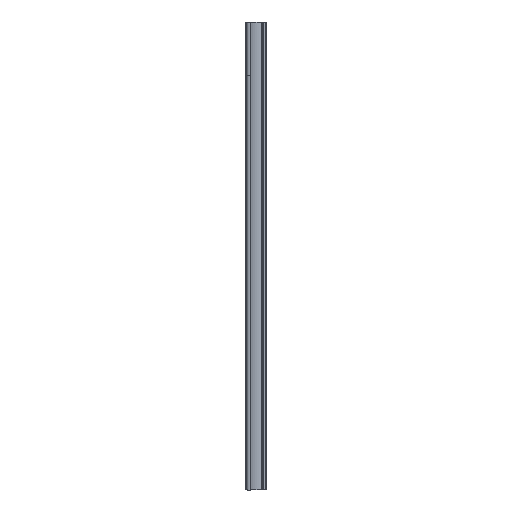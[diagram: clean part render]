
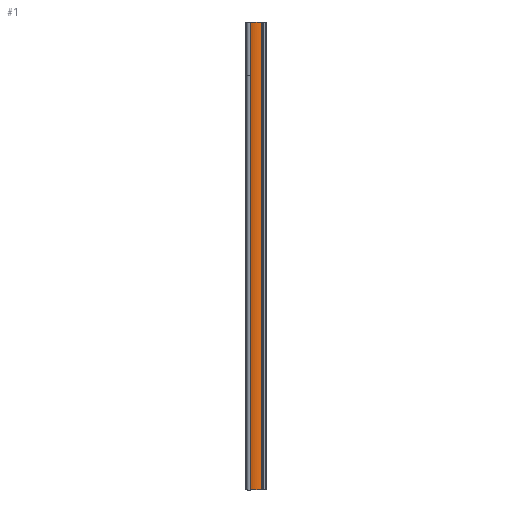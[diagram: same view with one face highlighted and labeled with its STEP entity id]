
A CAD part, front view. The second image highlights one B-rep face of the part: STEP entity #1.
In plain terms, the highlighted cylindrical face has radius 60 mm (diameter 120 mm), a partial arc.
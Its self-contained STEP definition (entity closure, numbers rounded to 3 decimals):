
#1 = ADVANCED_FACE ( 'NONE', ( #2387 ), #3643, .T. ) ;
#61 = CARTESIAN_POINT ( 'NONE',  ( -20.723, -56.308, -778. ) ) ;
#147 = VERTEX_POINT ( 'NONE', #2284 ) ;
#170 = EDGE_CURVE ( 'NONE', #2779, #147, #3385, .T. ) ;
#187 = EDGE_CURVE ( 'NONE', #147, #1059, #2555, .T. ) ;
#292 = VECTOR ( 'NONE', #1223, 1000. ) ;
#336 = EDGE_CURVE ( 'NONE', #1576, #1059, #1696, .T. ) ;
#810 = ORIENTED_EDGE ( 'NONE', *, *, #3343, .F. ) ;
#845 = DIRECTION ( 'NONE',  ( 0., 0., -1. ) ) ;
#1008 = CARTESIAN_POINT ( 'NONE',  ( 0., 0., 22. ) ) ;
#1059 = VERTEX_POINT ( 'NONE', #1660 ) ;
#1146 = DIRECTION ( 'NONE',  ( 0., 0., 1. ) ) ;
#1218 = AXIS2_PLACEMENT_3D ( 'NONE', #1008, #1938, #3474 ) ;
#1223 = DIRECTION ( 'NONE',  ( 0., 0., 1. ) ) ;
#1306 = VECTOR ( 'NONE', #1367, 1000. ) ;
#1352 = CIRCLE ( 'NONE', #3633, 60. ) ;
#1367 = DIRECTION ( 'NONE',  ( 0., 0., 1. ) ) ;
#1551 = VERTEX_POINT ( 'NONE', #1635 ) ;
#1576 = VERTEX_POINT ( 'NONE', #2893 ) ;
#1635 = CARTESIAN_POINT ( 'NONE',  ( -20.723, -56.308, -1528. ) ) ;
#1660 = CARTESIAN_POINT ( 'NONE',  ( -20.723, -56.308, 222. ) ) ;
#1696 = LINE ( 'NONE', #2726, #292 ) ;
#1751 = DIRECTION ( 'NONE',  ( 0., 0., -1. ) ) ;
#1938 = DIRECTION ( 'NONE',  ( 0., 0., 1. ) ) ;
#1967 = ORIENTED_EDGE ( 'NONE', *, *, #187, .T. ) ;
#2183 = ORIENTED_EDGE ( 'NONE', *, *, #170, .T. ) ;
#2284 = CARTESIAN_POINT ( 'NONE',  ( 20.723, -56.308, 222. ) ) ;
#2387 = FACE_OUTER_BOUND ( 'NONE', #2747, .T. ) ;
#2486 = LINE ( 'NONE', #61, #1306 ) ;
#2555 = CIRCLE ( 'NONE', #3721, 60. ) ;
#2655 = CARTESIAN_POINT ( 'NONE',  ( 0., 0., 222. ) ) ;
#2726 = CARTESIAN_POINT ( 'NONE',  ( -20.723, -56.308, 22. ) ) ;
#2747 = EDGE_LOOP ( 'NONE', ( #1967, #3690, #810, #3824, #2183 ) ) ;
#2779 = VERTEX_POINT ( 'NONE', #3702 ) ;
#2893 = CARTESIAN_POINT ( 'NONE',  ( -20.723, -56.308, 22. ) ) ;
#2951 = DIRECTION ( 'NONE',  ( -1., 0., 0. ) ) ;
#3283 = CARTESIAN_POINT ( 'NONE',  ( 20.723, -56.308, 22. ) ) ;
#3343 = EDGE_CURVE ( 'NONE', #1551, #1576, #2486, .T. ) ;
#3385 = LINE ( 'NONE', #3283, #3460 ) ;
#3460 = VECTOR ( 'NONE', #1146, 1000. ) ;
#3474 = DIRECTION ( 'NONE',  ( 1., 0., 0. ) ) ;
#3528 = EDGE_CURVE ( 'NONE', #2779, #1551, #1352, .T. ) ;
#3549 = CARTESIAN_POINT ( 'NONE',  ( 0., 0., -1528. ) ) ;
#3609 = DIRECTION ( 'NONE',  ( -1., 0., 0. ) ) ;
#3633 = AXIS2_PLACEMENT_3D ( 'NONE', #3549, #1751, #3609 ) ;
#3643 = CYLINDRICAL_SURFACE ( 'NONE', #1218, 60. ) ;
#3690 = ORIENTED_EDGE ( 'NONE', *, *, #336, .F. ) ;
#3702 = CARTESIAN_POINT ( 'NONE',  ( 20.723, -56.308, -1528. ) ) ;
#3721 = AXIS2_PLACEMENT_3D ( 'NONE', #2655, #845, #2951 ) ;
#3824 = ORIENTED_EDGE ( 'NONE', *, *, #3528, .F. ) ;
